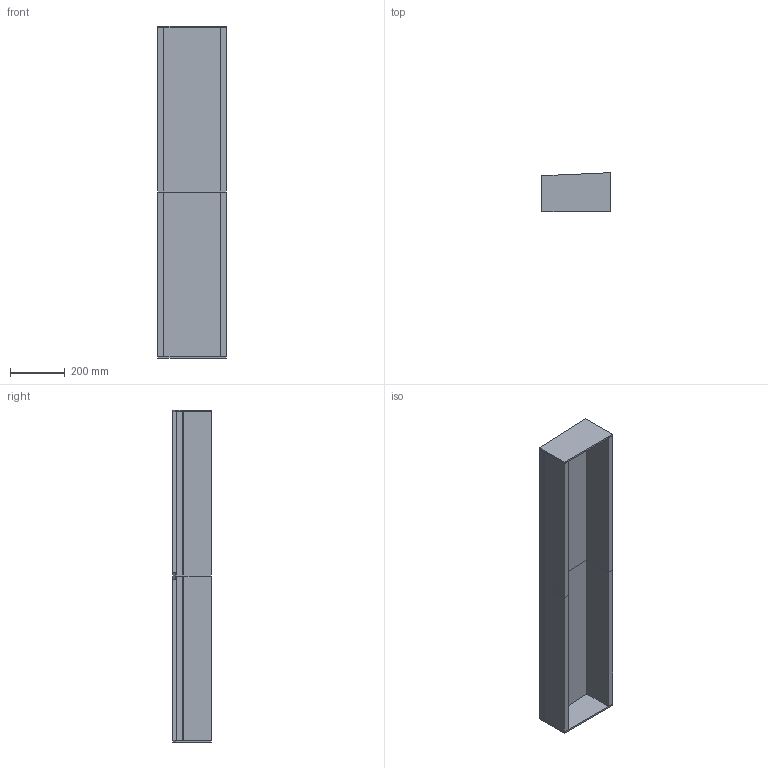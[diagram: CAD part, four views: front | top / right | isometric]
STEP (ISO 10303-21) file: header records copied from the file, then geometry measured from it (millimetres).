
FILE_DESCRIPTION (( 'STEP AP203' ), '1' );
FILE_NAME ('EpurationEau v19_Default_sldprt.STEP', '2017-11-16T18:06:31', ( '' ), ( '' ), 'SwSTEP 2.0', 'SolidWorks 2013', '' );
FILE_SCHEMA (( 'CONFIG_CONTROL_DESIGN' ));
Length unit declared in the file: millimetre
Products named in the file (1): EpurationEau v19_Default_sldprt
Bounding box: 251.16 x 141.12 x 1212 mm (x, y, z)
Volume: 8937607.3 mm3; surface area: 1619780.8 mm2
Topology: 13 solids, 13 shells, 76 faces, 150 edges, 100 vertices
Faces by surface type: plane 74, cylinder 2
Entity records: 1971 total; most frequent: CARTESIAN_POINT 327, DIRECTION 308, ORIENTED_EDGE 300, EDGE_CURVE 150, LINE 146, VECTOR 146, VERTEX_POINT 100, AXIS2_PLACEMENT_3D 81
